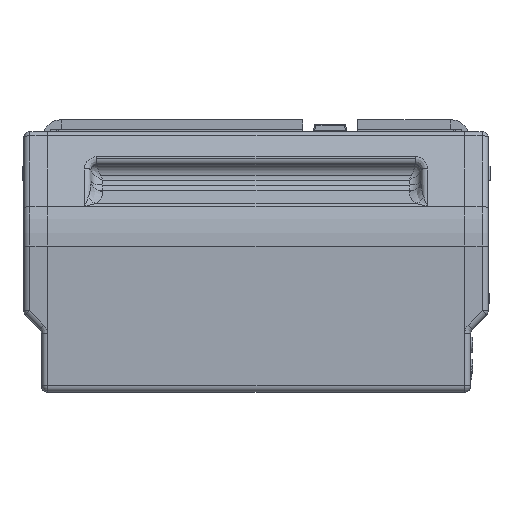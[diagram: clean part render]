
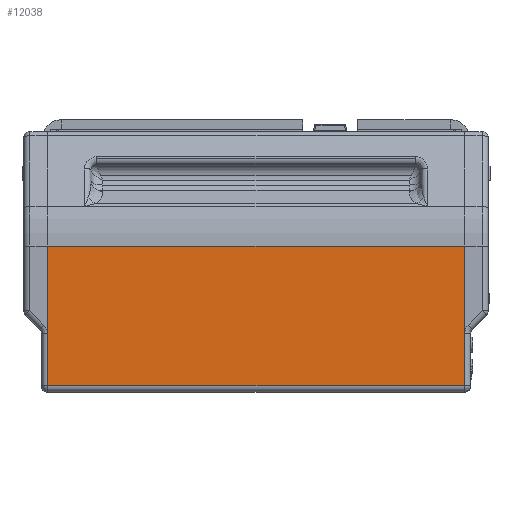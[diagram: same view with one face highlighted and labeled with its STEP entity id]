
A CAD part, top view. The second image highlights one B-rep face of the part: STEP entity #12038.
In plain terms, the highlighted planar face has unit normal (0, 0, 1).
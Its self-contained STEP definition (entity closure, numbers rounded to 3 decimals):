
#5030 = VECTOR ( 'NONE', #16333, 1000. ) ;
#5046 = LINE ( 'NONE', #16343, #5060 ) ;
#5048 = LINE ( 'NONE', #16357, #5030 ) ;
#5049 = VECTOR ( 'NONE', #16346, 1000. ) ;
#5060 = VECTOR ( 'NONE', #16364, 1000. ) ;
#5063 = LINE ( 'NONE', #16345, #5049 ) ;
#5076 = VECTOR ( 'NONE', #23023, 1000. ) ;
#5084 = LINE ( 'NONE', #23019, #5076 ) ;
#6393 = VERTEX_POINT ( 'NONE', #7037 ) ;
#6406 = VERTEX_POINT ( 'NONE', #7029 ) ;
#6417 = VERTEX_POINT ( 'NONE', #7038 ) ;
#6550 = VERTEX_POINT ( 'NONE', #21599 ) ;
#7029 = CARTESIAN_POINT ( 'NONE',  ( -232.5, 5., 90. ) ) ;
#7037 = CARTESIAN_POINT ( 'NONE',  ( -232.5, 120., 90. ) ) ;
#7038 = CARTESIAN_POINT ( 'NONE',  ( 110.5, 5., 90. ) ) ;
#11023 = PLANE ( 'NONE',  #15726 ) ;
#11024 = CARTESIAN_POINT ( 'NONE',  ( -252., 0., 90. ) ) ;
#11074 = DIRECTION ( 'NONE',  ( 0., -1., 0. ) ) ;
#11095 = DIRECTION ( 'NONE',  ( 0., 0., 1. ) ) ;
#12038 = ADVANCED_FACE ( 'NONE', ( #14262 ), #11023, .T. ) ;
#12244 = ORIENTED_EDGE ( 'NONE', *, *, #22097, .T. ) ;
#12251 = ORIENTED_EDGE ( 'NONE', *, *, #22102, .F. ) ;
#12271 = ORIENTED_EDGE ( 'NONE', *, *, #22150, .T. ) ;
#12291 = ORIENTED_EDGE ( 'NONE', *, *, #22101, .T. ) ;
#14262 = FACE_OUTER_BOUND ( 'NONE', #17604, .T. ) ;
#15726 = AXIS2_PLACEMENT_3D ( 'NONE', #11024, #11095, #11074 ) ;
#16333 = DIRECTION ( 'NONE',  ( 1., 0., 0. ) ) ;
#16343 = CARTESIAN_POINT ( 'NONE',  ( -252., 120., 90. ) ) ;
#16345 = CARTESIAN_POINT ( 'NONE',  ( 110.5, 0., 90. ) ) ;
#16346 = DIRECTION ( 'NONE',  ( 0., 1., 0. ) ) ;
#16357 = CARTESIAN_POINT ( 'NONE',  ( -252., 5., 90. ) ) ;
#16364 = DIRECTION ( 'NONE',  ( 1., 0., 0. ) ) ;
#17604 = EDGE_LOOP ( 'NONE', ( #12271, #12244, #12291, #12251 ) ) ;
#21599 = CARTESIAN_POINT ( 'NONE',  ( 110.5, 120., 90. ) ) ;
#22097 = EDGE_CURVE ( 'NONE', #6406, #6417, #5048, .T. ) ;
#22101 = EDGE_CURVE ( 'NONE', #6417, #6550, #5063, .T. ) ;
#22102 = EDGE_CURVE ( 'NONE', #6393, #6550, #5046, .T. ) ;
#22150 = EDGE_CURVE ( 'NONE', #6393, #6406, #5084, .T. ) ;
#23019 = CARTESIAN_POINT ( 'NONE',  ( -232.5, 0., 90. ) ) ;
#23023 = DIRECTION ( 'NONE',  ( 0., -1., 0. ) ) ;
